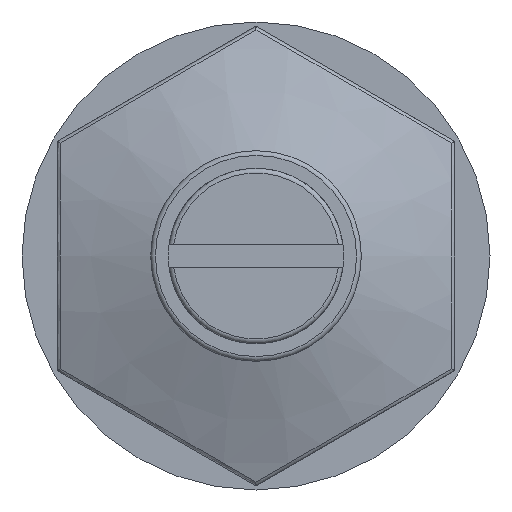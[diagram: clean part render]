
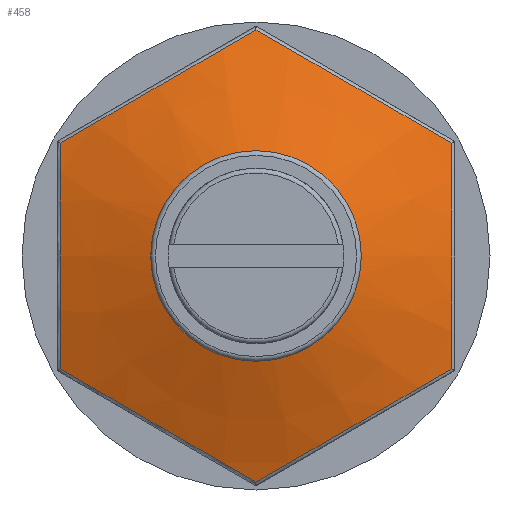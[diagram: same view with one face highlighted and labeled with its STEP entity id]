
A CAD part, left-side view. The second image highlights one B-rep face of the part: STEP entity #458.
In plain terms, the highlighted conical face has half-angle 69.938 degrees and reference radius 7.238 mm.
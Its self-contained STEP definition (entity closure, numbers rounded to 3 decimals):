
#20=FACE_BOUND('',#113,.T.);
#37=CONICAL_SURFACE('',#494,7.238,69.938);
#55=CIRCLE('',#495,4.5);
#83=FACE_OUTER_BOUND('',#112,.T.);
#112=EDGE_LOOP('',(#370));
#113=EDGE_LOOP('',(#371,#372,#373,#374,#375,#376));
#148=B_SPLINE_CURVE_WITH_KNOTS('',3,(#756,#757,#758,#759,#760),
 .UNSPECIFIED.,.F.,.F.,(4,1,4),(-1.288,-0.876,-0.323),
 .UNSPECIFIED.);
#151=B_SPLINE_CURVE_WITH_KNOTS('',3,(#806,#807,#808,#809,#810),
 .UNSPECIFIED.,.F.,.F.,(4,1,4),(-1.501,-0.949,-0.537),
 .UNSPECIFIED.);
#154=B_SPLINE_CURVE_WITH_KNOTS('',3,(#856,#857,#858,#859,#860),
 .UNSPECIFIED.,.F.,.F.,(4,1,4),(-1.288,-0.735,-0.323),
 .UNSPECIFIED.);
#157=B_SPLINE_CURVE_WITH_KNOTS('',3,(#906,#907,#908,#909,#910),
 .UNSPECIFIED.,.F.,.F.,(4,1,4),(-1.288,-0.876,-0.323),
 .UNSPECIFIED.);
#161=B_SPLINE_CURVE_WITH_KNOTS('',3,(#969,#970,#971,#972,#973),
 .UNSPECIFIED.,.F.,.F.,(4,1,4),(-1.288,-0.876,-0.323),
 .UNSPECIFIED.);
#163=B_SPLINE_CURVE_WITH_KNOTS('',3,(#1004,#1005,#1006,#1007,#1008),
 .UNSPECIFIED.,.F.,.F.,(4,1,4),(-1.501,-1.09,-0.537),
 .UNSPECIFIED.);
#218=VERTEX_POINT('',#741);
#219=VERTEX_POINT('',#755);
#221=VERTEX_POINT('',#805);
#223=VERTEX_POINT('',#855);
#225=VERTEX_POINT('',#905);
#227=VERTEX_POINT('',#955);
#232=VERTEX_POINT('',#1024);
#266=EDGE_CURVE('',#218,#219,#148,.T.);
#269=EDGE_CURVE('',#219,#221,#151,.T.);
#272=EDGE_CURVE('',#221,#223,#154,.T.);
#275=EDGE_CURVE('',#223,#225,#157,.T.);
#279=EDGE_CURVE('',#227,#218,#161,.T.);
#281=EDGE_CURVE('',#225,#227,#163,.T.);
#289=EDGE_CURVE('',#232,#232,#55,.T.);
#370=ORIENTED_EDGE('',*,*,#289,.T.);
#371=ORIENTED_EDGE('',*,*,#266,.F.);
#372=ORIENTED_EDGE('',*,*,#279,.F.);
#373=ORIENTED_EDGE('',*,*,#281,.F.);
#374=ORIENTED_EDGE('',*,*,#275,.F.);
#375=ORIENTED_EDGE('',*,*,#272,.F.);
#376=ORIENTED_EDGE('',*,*,#269,.F.);
#458=ADVANCED_FACE('',(#83,#20),#37,.T.);
#494=AXIS2_PLACEMENT_3D('',#1023,#572,#573);
#495=AXIS2_PLACEMENT_3D('',#1025,#574,#575);
#572=DIRECTION('center_axis',(1.,0.,0.));
#573=DIRECTION('ref_axis',(0.,1.,0.));
#574=DIRECTION('center_axis',(1.,0.,0.));
#575=DIRECTION('ref_axis',(0.,1.,0.));
#741=CARTESIAN_POINT('',(3.882,0.,-9.653));
#755=CARTESIAN_POINT('',(3.882,8.359,-4.826));
#756=CARTESIAN_POINT('Ctrl Pts',(3.882,0.,
-9.653));
#757=CARTESIAN_POINT('Ctrl Pts',(3.635,1.177,-8.978));
#758=CARTESIAN_POINT('Ctrl Pts',(3.232,3.977,-7.372));
#759=CARTESIAN_POINT('Ctrl Pts',(3.551,6.784,-5.742));
#760=CARTESIAN_POINT('Ctrl Pts',(3.882,8.359,-4.826));
#805=CARTESIAN_POINT('',(3.882,8.359,4.826));
#806=CARTESIAN_POINT('Ctrl Pts',(3.882,8.359,-4.826));
#807=CARTESIAN_POINT('Ctrl Pts',(3.551,8.365,-3.004));
#808=CARTESIAN_POINT('Ctrl Pts',(3.232,8.373,0.242));
#809=CARTESIAN_POINT('Ctrl Pts',(3.635,8.364,3.469));
#810=CARTESIAN_POINT('Ctrl Pts',(3.882,8.359,4.826));
#855=CARTESIAN_POINT('',(3.882,0.,9.653));
#856=CARTESIAN_POINT('Ctrl Pts',(3.882,8.359,4.826));
#857=CARTESIAN_POINT('Ctrl Pts',(3.551,6.784,5.742));
#858=CARTESIAN_POINT('Ctrl Pts',(3.232,3.977,7.372));
#859=CARTESIAN_POINT('Ctrl Pts',(3.635,1.177,8.978));
#860=CARTESIAN_POINT('Ctrl Pts',(3.882,0.,
9.653));
#905=CARTESIAN_POINT('',(3.882,-8.359,4.826));
#906=CARTESIAN_POINT('Ctrl Pts',(3.882,0.,
9.653));
#907=CARTESIAN_POINT('Ctrl Pts',(3.635,-1.177,8.978));
#908=CARTESIAN_POINT('Ctrl Pts',(3.232,-3.977,7.372));
#909=CARTESIAN_POINT('Ctrl Pts',(3.551,-6.784,5.742));
#910=CARTESIAN_POINT('Ctrl Pts',(3.882,-8.359,4.826));
#955=CARTESIAN_POINT('',(3.882,-8.359,-4.826));
#969=CARTESIAN_POINT('Ctrl Pts',(3.882,-8.359,-4.826));
#970=CARTESIAN_POINT('Ctrl Pts',(3.635,-7.186,-5.508));
#971=CARTESIAN_POINT('Ctrl Pts',(3.232,-4.396,-7.13));
#972=CARTESIAN_POINT('Ctrl Pts',(3.551,-1.581,-8.746));
#973=CARTESIAN_POINT('Ctrl Pts',(3.882,0.,
-9.653));
#1004=CARTESIAN_POINT('Ctrl Pts',(3.882,-8.359,4.826));
#1005=CARTESIAN_POINT('Ctrl Pts',(3.635,-8.364,3.469));
#1006=CARTESIAN_POINT('Ctrl Pts',(3.232,-8.373,0.242));
#1007=CARTESIAN_POINT('Ctrl Pts',(3.551,-8.365,-3.004));
#1008=CARTESIAN_POINT('Ctrl Pts',(3.882,-8.359,-4.826));
#1023=CARTESIAN_POINT('Origin',(3.,0.,0.));
#1024=CARTESIAN_POINT('',(2.,4.5,0.));
#1025=CARTESIAN_POINT('Origin',(2.,0.,0.));
